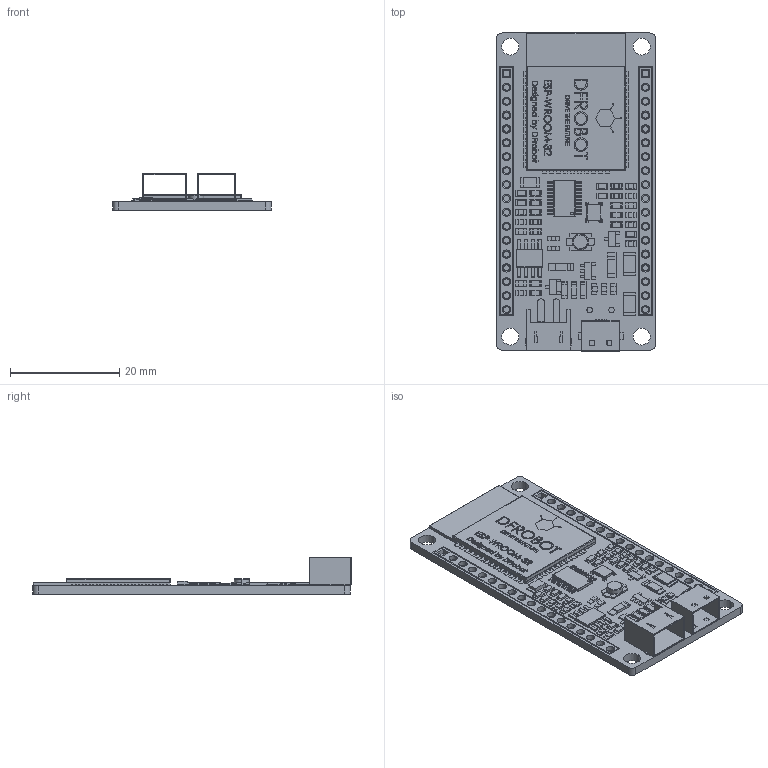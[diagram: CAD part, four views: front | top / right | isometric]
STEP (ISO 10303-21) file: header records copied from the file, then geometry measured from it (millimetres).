
FILE_DESCRIPTION (( 'STEP AP214' ), '1' );
FILE_NAME ('DFR0478.STEP', '2021-05-12T05:51:57', ( '' ), ( '' ), 'SwSTEP 2.0', 'SolidWorks 2018', '' );
FILE_SCHEMA (( 'AUTOMOTIVE_DESIGN' ));
Length unit declared in the file: millimetre
Products named in the file (1): DFR0478
Bounding box: 29 x 58.15 x 6.75 mm (x, y, z)
Volume: 3184.1 mm3; surface area: 4791.5 mm2
Topology: 1 solids, 1 shells, 4314 faces, 10604 edges, 6207 vertices
Faces by surface type: cylinder 1719, plane 1501, torus 596, bspline 254, sphere 244
Entity records: 165544 total; most frequent: CARTESIAN_POINT 37084, DIRECTION 21398, ORIENTED_EDGE 20728, EDGE_CURVE 10364, AXIS2_PLACEMENT_3D 7713, VERTEX_POINT 6207, LINE 5972, VECTOR 5972
